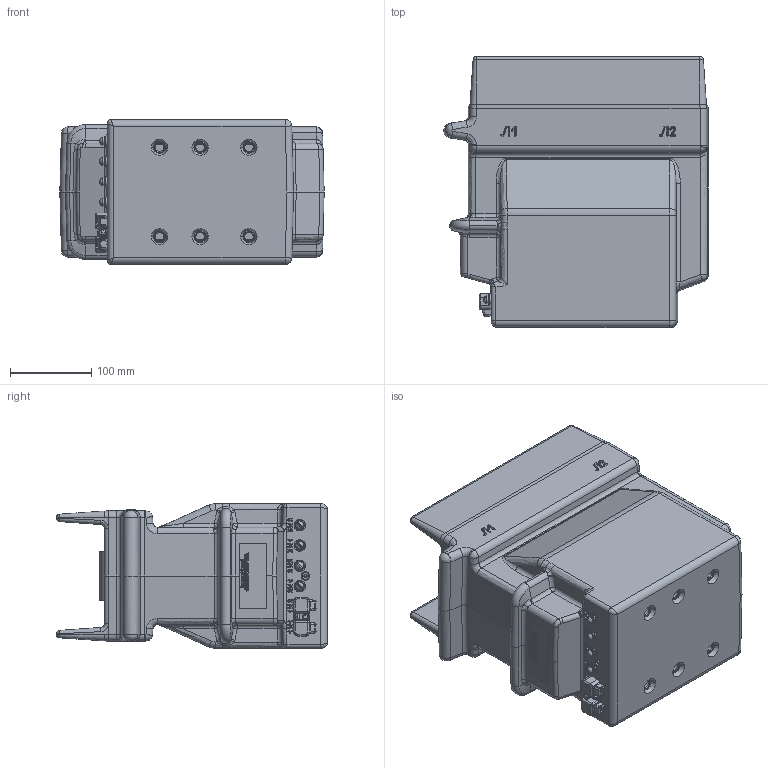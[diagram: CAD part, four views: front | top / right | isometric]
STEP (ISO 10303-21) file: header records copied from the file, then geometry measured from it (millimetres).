
FILE_DESCRIPTION (( 'STEP AP203' ), '1' );
FILE_NAME ('ﾒﾎﾋ-20-3.STEP', '2018-02-15T04:42:07', ( '' ), ( '' ), 'SwSTEP 2.0', 'SolidWorks 2010', '' );
FILE_SCHEMA (( 'CONFIG_CONTROL_DESIGN' ));
Products named in the file (1): ﾒﾎﾋ-20-3
Bounding box: 325 x 333 x 178 mm (x, y, z)
Surface area: 452313.2 mm2 (no closed solid volume)
Topology: 0 solids, 57 shells, 863 faces, 3647 edges, 2794 vertices
Faces by surface type: plane 321, bspline 218, cylinder 158, cone 118, sphere 36, torus 12
Entity records: 52376 total; most frequent: CARTESIAN_POINT 25790, ORIENTED_EDGE 5303, DIRECTION 4502, EDGE_CURVE 3634, VERTEX_POINT 2794, VECTOR 1798, LINE 1798, AXIS2_PLACEMENT_3D 1352
